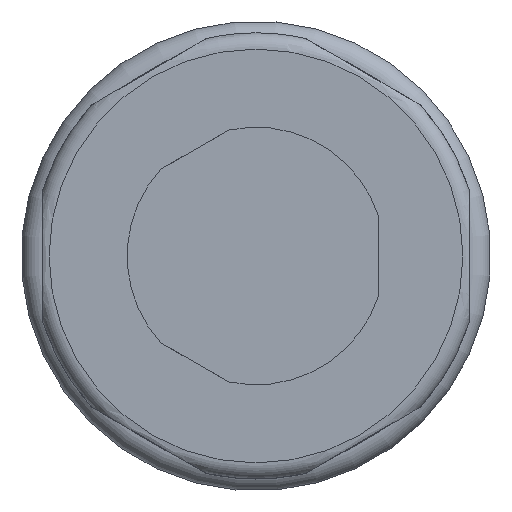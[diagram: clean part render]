
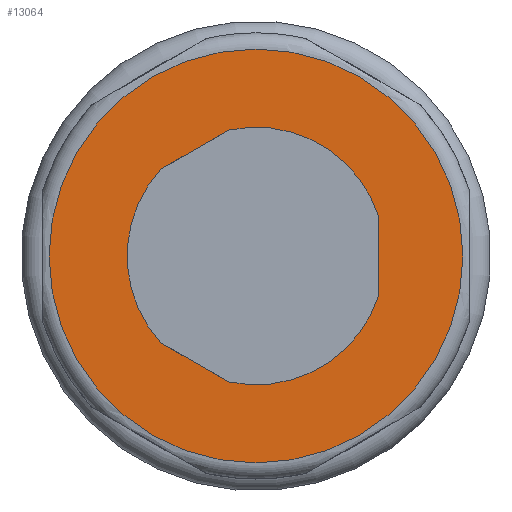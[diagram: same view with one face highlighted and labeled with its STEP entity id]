
A CAD part, left-side view. The second image highlights one B-rep face of the part: STEP entity #13064.
In plain terms, the highlighted planar face has unit normal (-1, 0, 0).
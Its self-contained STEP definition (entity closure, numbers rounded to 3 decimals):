
#456=PLANE('',#13779);
#677=FACE_BOUND('',#1695,.T.);
#965=FACE_OUTER_BOUND('',#1694,.T.);
#1694=EDGE_LOOP('',(#9467,#9468));
#1695=EDGE_LOOP('',(#9469,#9470,#9471,#9472,#9473,#9474));
#2294=CIRCLE('',#13679,6.35);
#2296=CIRCLE('',#13685,6.35);
#2298=CIRCLE('',#13688,6.35);
#2319=CIRCLE('',#13775,10.2);
#2320=CIRCLE('',#13776,10.2);
#3462=LINE('',#21770,#4180);
#3464=LINE('',#21783,#4182);
#3466=LINE('',#21795,#4184);
#4180=VECTOR('',#14480,10.);
#4182=VECTOR('',#14484,10.);
#4184=VECTOR('',#14488,10.);
#5114=VERTEX_POINT('',#21757);
#5115=VERTEX_POINT('',#21759);
#5118=VERTEX_POINT('',#21768);
#5121=VERTEX_POINT('',#21780);
#5122=VERTEX_POINT('',#21782);
#5125=VERTEX_POINT('',#21794);
#5320=VERTEX_POINT('',#47308);
#5321=VERTEX_POINT('',#47310);
#6460=EDGE_CURVE('',#5115,#5114,#2294,.T.);
#6464=EDGE_CURVE('',#5114,#5118,#3462,.T.);
#6468=EDGE_CURVE('',#5122,#5121,#3464,.T.);
#6472=EDGE_CURVE('',#5125,#5115,#3466,.T.);
#6476=EDGE_CURVE('',#5118,#5122,#2296,.T.);
#6478=EDGE_CURVE('',#5121,#5125,#2298,.T.);
#6853=EDGE_CURVE('',#5320,#5321,#2319,.T.);
#6854=EDGE_CURVE('',#5321,#5320,#2320,.T.);
#9467=ORIENTED_EDGE('',*,*,#6854,.F.);
#9468=ORIENTED_EDGE('',*,*,#6853,.F.);
#9469=ORIENTED_EDGE('',*,*,#6472,.T.);
#9470=ORIENTED_EDGE('',*,*,#6460,.T.);
#9471=ORIENTED_EDGE('',*,*,#6464,.T.);
#9472=ORIENTED_EDGE('',*,*,#6476,.T.);
#9473=ORIENTED_EDGE('',*,*,#6468,.T.);
#9474=ORIENTED_EDGE('',*,*,#6478,.T.);
#13064=ADVANCED_FACE('',(#965,#677),#456,.T.);
#13679=AXIS2_PLACEMENT_3D('',#21760,#14474,#14475);
#13685=AXIS2_PLACEMENT_3D('',#21803,#14494,#14495);
#13688=AXIS2_PLACEMENT_3D('',#21806,#14500,#14501);
#13775=AXIS2_PLACEMENT_3D('',#47311,#14853,#14854);
#13776=AXIS2_PLACEMENT_3D('',#47312,#14855,#14856);
#13779=AXIS2_PLACEMENT_3D('',#47342,#14861,#14862);
#14474=DIRECTION('center_axis',(1.,0.,0.));
#14475=DIRECTION('ref_axis',(0.,-0.739,-0.673));
#14480=DIRECTION('',(0.,-0.866,0.5));
#14484=DIRECTION('',(0.,0.,-1.));
#14488=DIRECTION('',(0.,0.866,0.5));
#14494=DIRECTION('center_axis',(1.,0.,0.));
#14495=DIRECTION('ref_axis',(0.,0.953,-0.304));
#14500=DIRECTION('center_axis',(1.,0.,0.));
#14501=DIRECTION('ref_axis',(0.,-0.213,0.977));
#14853=DIRECTION('center_axis',(1.,0.,0.));
#14854=DIRECTION('ref_axis',(0.,-1.,0.));
#14855=DIRECTION('center_axis',(1.,0.,0.));
#14856=DIRECTION('ref_axis',(0.,-1.,0.));
#14861=DIRECTION('center_axis',(-1.,0.,0.));
#14862=DIRECTION('ref_axis',(0.,0.,1.));
#21757=CARTESIAN_POINT('',(0.,4.695,4.275));
#21759=CARTESIAN_POINT('',(0.,4.695,-4.275));
#21760=CARTESIAN_POINT('Origin',(0.,0.,0.));
#21768=CARTESIAN_POINT('',(0.,1.355,6.204));
#21770=CARTESIAN_POINT('',(0.,5.387,3.876));
#21780=CARTESIAN_POINT('',(0.,-6.05,-1.929));
#21782=CARTESIAN_POINT('',(0.,-6.05,1.929));
#21783=CARTESIAN_POINT('',(0.,-6.05,-0.964));
#21794=CARTESIAN_POINT('',(0.,1.355,-6.204));
#21795=CARTESIAN_POINT('',(0.,7.057,-2.912));
#21803=CARTESIAN_POINT('Origin',(0.,0.,0.));
#21806=CARTESIAN_POINT('Origin',(0.,0.,0.));
#47308=CARTESIAN_POINT('',(0.,0.,10.2));
#47310=CARTESIAN_POINT('',(0.,10.2,0.));
#47311=CARTESIAN_POINT('Origin',(0.,0.,0.));
#47312=CARTESIAN_POINT('Origin',(0.,0.,0.));
#47342=CARTESIAN_POINT('Origin',(0.,8.525,0.));
